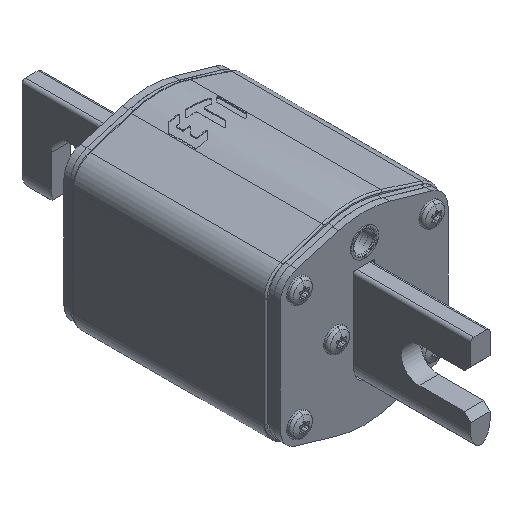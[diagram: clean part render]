
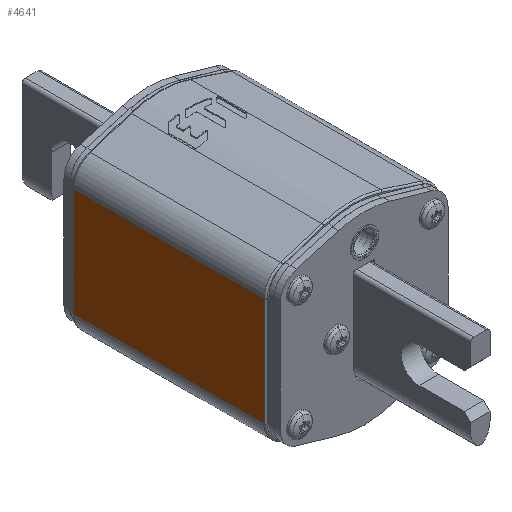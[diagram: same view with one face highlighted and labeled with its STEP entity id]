
A CAD part, isometric view. The second image highlights one B-rep face of the part: STEP entity #4641.
In plain terms, the highlighted face is planar.
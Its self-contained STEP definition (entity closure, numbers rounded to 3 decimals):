
#383=DIRECTION('',(0.,0.,1.));
#384=VECTOR('',#383,33.592);
#385=CARTESIAN_POINT('',(-29.5,27.,-16.796));
#386=LINE('',#385,#384);
#753=DIRECTION('',(0.,0.,-1.));
#754=VECTOR('',#753,33.592);
#755=CARTESIAN_POINT('',(29.5,27.,16.796));
#756=LINE('',#755,#754);
#881=DIRECTION('',(1.,0.,0.));
#882=VECTOR('',#881,59.);
#883=CARTESIAN_POINT('',(-29.5,27.,16.796));
#884=LINE('',#883,#882);
#888=DIRECTION('',(-1.,0.,0.));
#889=VECTOR('',#888,59.);
#890=CARTESIAN_POINT('',(29.5,27.,-16.796));
#891=LINE('',#890,#889);
#3650=CARTESIAN_POINT('',(-29.5,27.,16.796));
#3651=VERTEX_POINT('',#3650);
#3652=CARTESIAN_POINT('',(-29.5,27.,-16.796));
#3653=VERTEX_POINT('',#3652);
#3720=CARTESIAN_POINT('',(29.5,27.,-16.796));
#3721=VERTEX_POINT('',#3720);
#3722=CARTESIAN_POINT('',(29.5,27.,16.796));
#3723=VERTEX_POINT('',#3722);
#4629=CARTESIAN_POINT('',(-30.,27.,-16.796));
#4630=DIRECTION('',(0.,1.,0.));
#4631=DIRECTION('',(0.,0.,1.));
#4632=AXIS2_PLACEMENT_3D('',#4629,#4630,#4631);
#4633=PLANE('',#4632);
#4634=ORIENTED_EDGE('',*,*,#4489,.F.);
#4635=ORIENTED_EDGE('',*,*,#4624,.F.);
#4636=ORIENTED_EDGE('',*,*,#4231,.F.);
#4638=ORIENTED_EDGE('',*,*,#4637,.F.);
#4639=EDGE_LOOP('',(#4634,#4635,#4636,#4638));
#4640=FACE_OUTER_BOUND('',#4639,.F.);
#4231=EDGE_CURVE('',#3653,#3651,#386,.T.);
#4489=EDGE_CURVE('',#3723,#3721,#756,.T.);
#4624=EDGE_CURVE('',#3651,#3723,#884,.T.);
#4637=EDGE_CURVE('',#3721,#3653,#891,.T.);
#4641=ADVANCED_FACE('',(#4640),#4633,.T.);
